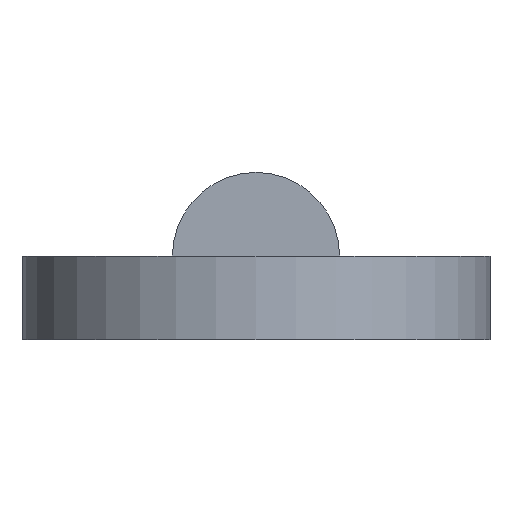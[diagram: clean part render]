
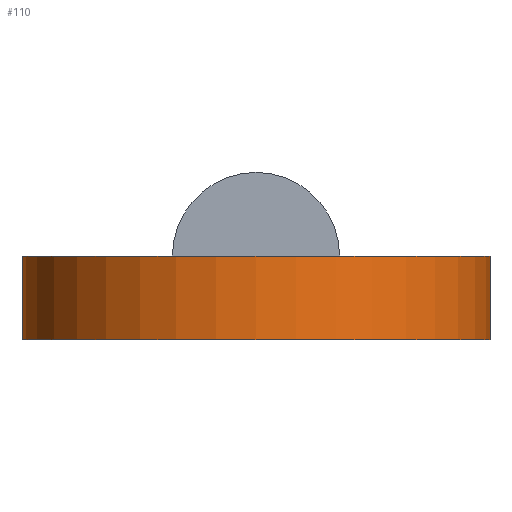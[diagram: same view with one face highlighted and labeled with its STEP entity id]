
A CAD part, left-side view. The second image highlights one B-rep face of the part: STEP entity #110.
In plain terms, the highlighted cylindrical face has radius 7 mm (diameter 14 mm), a partial arc.
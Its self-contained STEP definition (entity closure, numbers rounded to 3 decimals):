
#5 = VECTOR ( 'NONE', #477, 1000. ) ;
#12 = CARTESIAN_POINT ( 'NONE',  ( -72.038, 0., -2.5 ) ) ;
#18 = EDGE_CURVE ( 'NONE', #403, #335, #441, .T. ) ;
#20 = LINE ( 'NONE', #117, #85 ) ;
#29 = DIRECTION ( 'NONE',  ( 1., 0., 0. ) ) ;
#33 = CARTESIAN_POINT ( 'NONE',  ( -72.038, 0., 0. ) ) ;
#42 = EDGE_CURVE ( 'NONE', #335, #157, #559, .T. ) ;
#46 = AXIS2_PLACEMENT_3D ( 'NONE', #12, #367, #282 ) ;
#54 = EDGE_LOOP ( 'NONE', ( #150, #161, #526, #514 ) ) ;
#67 = CYLINDRICAL_SURFACE ( 'NONE', #46, 7. ) ;
#68 = AXIS2_PLACEMENT_3D ( 'NONE', #33, #513, #300 ) ;
#71 = FACE_OUTER_BOUND ( 'NONE', #54, .T. ) ;
#85 = VECTOR ( 'NONE', #289, 1000. ) ;
#110 = ADVANCED_FACE ( 'NONE', ( #71 ), #67, .T. ) ;
#117 = CARTESIAN_POINT ( 'NONE',  ( -65.5, 2.5, -2.5 ) ) ;
#124 = CARTESIAN_POINT ( 'NONE',  ( -65.5, 2.5, -2.5 ) ) ;
#125 = CARTESIAN_POINT ( 'NONE',  ( -65.5, -2.5, -2.5 ) ) ;
#150 = ORIENTED_EDGE ( 'NONE', *, *, #352, .F. ) ;
#157 = VERTEX_POINT ( 'NONE', #321 ) ;
#161 = ORIENTED_EDGE ( 'NONE', *, *, #170, .F. ) ;
#170 = EDGE_CURVE ( 'NONE', #403, #358, #20, .T. ) ;
#257 = CARTESIAN_POINT ( 'NONE',  ( -65.5, 2.5, 0. ) ) ;
#258 = DIRECTION ( 'NONE',  ( 0., 0., 1. ) ) ;
#260 = CIRCLE ( 'NONE', #68, 7. ) ;
#266 = AXIS2_PLACEMENT_3D ( 'NONE', #343, #258, #29 ) ;
#282 = DIRECTION ( 'NONE',  ( 1., 0., 0. ) ) ;
#289 = DIRECTION ( 'NONE',  ( 0., 0., 1. ) ) ;
#300 = DIRECTION ( 'NONE',  ( 1., 0., 0. ) ) ;
#321 = CARTESIAN_POINT ( 'NONE',  ( -65.5, -2.5, 0. ) ) ;
#335 = VERTEX_POINT ( 'NONE', #564 ) ;
#343 = CARTESIAN_POINT ( 'NONE',  ( -72.038, 0., -2.5 ) ) ;
#352 = EDGE_CURVE ( 'NONE', #358, #157, #260, .T. ) ;
#358 = VERTEX_POINT ( 'NONE', #257 ) ;
#367 = DIRECTION ( 'NONE',  ( 0., 0., 1. ) ) ;
#403 = VERTEX_POINT ( 'NONE', #124 ) ;
#441 = CIRCLE ( 'NONE', #266, 7. ) ;
#477 = DIRECTION ( 'NONE',  ( 0., 0., 1. ) ) ;
#513 = DIRECTION ( 'NONE',  ( 0., 0., 1. ) ) ;
#514 = ORIENTED_EDGE ( 'NONE', *, *, #42, .T. ) ;
#526 = ORIENTED_EDGE ( 'NONE', *, *, #18, .T. ) ;
#559 = LINE ( 'NONE', #125, #5 ) ;
#564 = CARTESIAN_POINT ( 'NONE',  ( -65.5, -2.5, -2.5 ) ) ;
